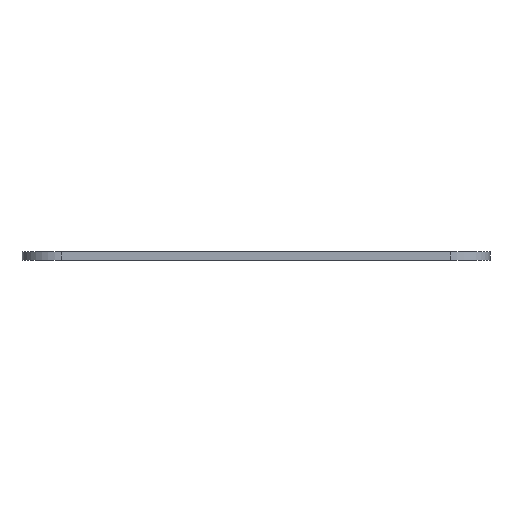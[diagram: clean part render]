
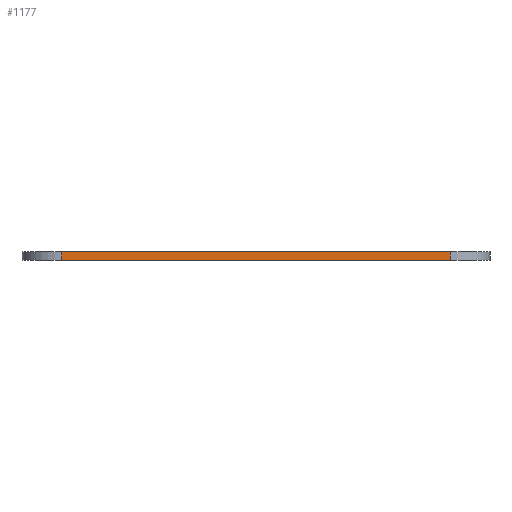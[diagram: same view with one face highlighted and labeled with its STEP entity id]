
A CAD part, front view. The second image highlights one B-rep face of the part: STEP entity #1177.
In plain terms, the highlighted planar face has unit normal (0, -1, 0).
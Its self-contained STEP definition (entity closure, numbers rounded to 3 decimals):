
#61=PLANE('',#1306);
#119=FACE_OUTER_BOUND('',#186,.T.);
#186=EDGE_LOOP('',(#1021,#1022,#1023,#1024));
#201=LINE('',#1666,#313);
#206=LINE('',#1678,#318);
#234=LINE('',#1789,#346);
#305=LINE('',#1983,#417);
#313=VECTOR('',#1321,10.);
#318=VECTOR('',#1332,10.);
#346=VECTOR('',#1418,10.);
#417=VECTOR('',#1639,10.);
#482=VERTEX_POINT('',#1663);
#483=VERTEX_POINT('',#1665);
#487=VERTEX_POINT('',#1677);
#540=VERTEX_POINT('',#1785);
#594=EDGE_CURVE('',#482,#483,#201,.T.);
#600=EDGE_CURVE('',#483,#487,#206,.T.);
#656=EDGE_CURVE('',#487,#540,#234,.T.);
#753=EDGE_CURVE('',#540,#482,#305,.T.);
#1021=ORIENTED_EDGE('',*,*,#594,.F.);
#1022=ORIENTED_EDGE('',*,*,#753,.F.);
#1023=ORIENTED_EDGE('',*,*,#656,.F.);
#1024=ORIENTED_EDGE('',*,*,#600,.F.);
#1177=ADVANCED_FACE('',(#119),#61,.T.);
#1306=AXIS2_PLACEMENT_3D('',#1982,#1637,#1638);
#1321=DIRECTION('',(0.,0.,-1.));
#1332=DIRECTION('',(-1.,0.,0.));
#1418=DIRECTION('',(0.,0.,1.));
#1637=DIRECTION('center_axis',(0.,-1.,0.));
#1638=DIRECTION('ref_axis',(1.,0.,0.));
#1639=DIRECTION('',(1.,0.,0.));
#1663=CARTESIAN_POINT('',(62.725,-50.775,1.5));
#1665=CARTESIAN_POINT('',(62.725,-50.775,0.));
#1666=CARTESIAN_POINT('',(62.725,-50.775,0.));
#1677=CARTESIAN_POINT('',(-5.275,-50.775,0.));
#1678=CARTESIAN_POINT('',(69.725,-50.775,0.));
#1785=CARTESIAN_POINT('',(-5.275,-50.775,1.5));
#1789=CARTESIAN_POINT('',(-5.275,-50.775,0.));
#1982=CARTESIAN_POINT('Origin',(-12.275,-50.775,0.));
#1983=CARTESIAN_POINT('',(69.725,-50.775,1.5));
